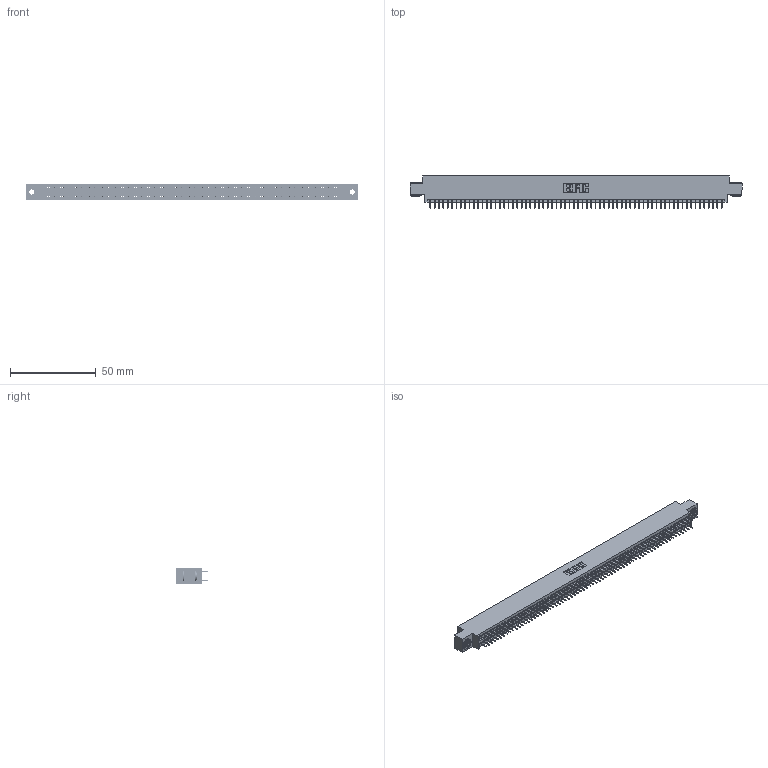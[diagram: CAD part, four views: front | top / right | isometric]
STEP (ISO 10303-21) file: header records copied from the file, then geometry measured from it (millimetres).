
FILE_DESCRIPTION (( 'STEP AP203' ), '1' );
FILE_NAME ('845-136-525-803.STEP', '2020-09-24T14:25:28', ( '' ), ( '' ), 'SwSTEP 2.0', 'SolidWorks 2020', '' );
FILE_SCHEMA (( 'CONFIG_CONTROL_DESIGN' ));
Length unit declared in the file: inch
Products named in the file (4): 845-136-525-803; 345-250-002_345-250-002-102; 345-292-001_345-293-125; 845 Part_0.170 Offset - 0.156 Dia-TH
Assembly tree (139 placements, depth 2):
  845-136-525-803
    845 Part_0.170 Offset - 0.156 Dia-TH
    345-292-001_345-293-125  x136
    345-250-002_345-250-002-102  x2
Bounding box: 193.93 x 18.72 x 9.4 mm (x, y, z)
Volume: 18762 mm3; surface area: 27910.7 mm2
Topology: 139 solids, 139 shells, 7512 faces, 21237 edges, 13610 vertices
Faces by surface type: plane 5398, cylinder 2106, cone 8
Entity records: 50710 total; most frequent: CARTESIAN_POINT 8451, ORIENTED_EDGE 8378, DIRECTION 7451, EDGE_CURVE 4189, VECTOR 3765, LINE 3765, VERTEX_POINT 2786, AXIS2_PLACEMENT_3D 1843
